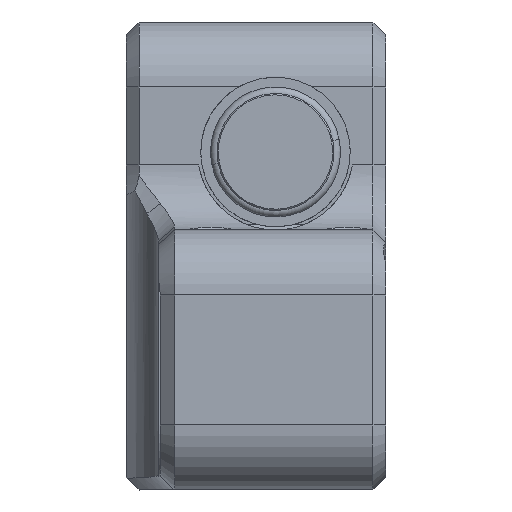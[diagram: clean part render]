
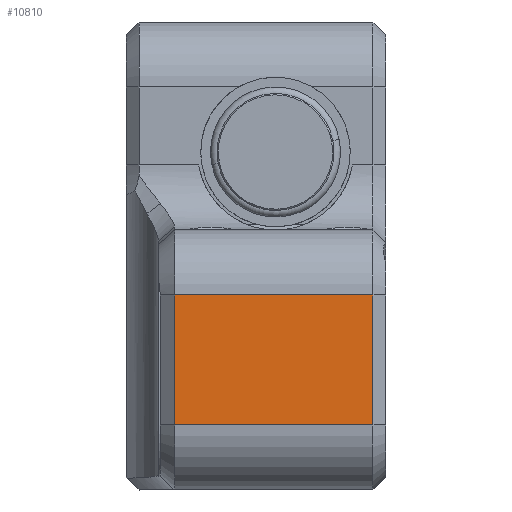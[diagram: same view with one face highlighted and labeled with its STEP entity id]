
A CAD part, left-side view. The second image highlights one B-rep face of the part: STEP entity #10810.
In plain terms, the highlighted planar face has unit normal (-1, 0, 0).
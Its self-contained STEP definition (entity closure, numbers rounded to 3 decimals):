
#3766=DIRECTION('',(0.,0.,-1.));
#3767=VECTOR('',#3766,10.);
#3768=CARTESIAN_POINT('',(-214.391,21.959,-21.));
#3769=LINE('',#3768,#3767);
#3774=DIRECTION('',(0.,-1.,0.));
#3775=VECTOR('',#3774,15.268);
#3776=CARTESIAN_POINT('',(-214.391,21.959,-31.));
#3777=LINE('',#3776,#3775);
#3791=DIRECTION('',(0.,0.,1.));
#3792=VECTOR('',#3791,10.);
#3793=CARTESIAN_POINT('',(-214.391,6.69,-31.));
#3794=LINE('',#3793,#3792);
#3852=DIRECTION('',(0.,1.,0.));
#3853=VECTOR('',#3852,15.268);
#3854=CARTESIAN_POINT('',(-214.391,6.69,-21.));
#3855=LINE('',#3854,#3853);
#4705=CARTESIAN_POINT('',(-214.391,6.69,-21.));
#4706=VERTEX_POINT('',#4705);
#4707=CARTESIAN_POINT('',(-214.391,6.69,-31.));
#4708=VERTEX_POINT('',#4707);
#4711=CARTESIAN_POINT('',(-214.391,21.959,-31.));
#4712=VERTEX_POINT('',#4711);
#4765=CARTESIAN_POINT('',(-214.391,21.959,-21.));
#4766=VERTEX_POINT('',#4765);
#10796=CARTESIAN_POINT('',(-214.391,25.69,-36.));
#10797=DIRECTION('',(1.,0.,0.));
#10798=DIRECTION('',(0.,0.,-1.));
#10799=AXIS2_PLACEMENT_3D('',#10796,#10797,#10798);
#10800=PLANE('',#10799);
#10802=ORIENTED_EDGE('',*,*,#10801,.F.);
#10803=ORIENTED_EDGE('',*,*,#10790,.F.);
#10805=ORIENTED_EDGE('',*,*,#10804,.F.);
#10807=ORIENTED_EDGE('',*,*,#10806,.F.);
#10808=EDGE_LOOP('',(#10802,#10803,#10805,#10807));
#10809=FACE_OUTER_BOUND('',#10808,.F.);
#10810=ADVANCED_FACE('',(#10809),#10800,.F.);
#10790=EDGE_CURVE('',#4766,#4712,#3769,.T.);
#10801=EDGE_CURVE('',#4712,#4708,#3777,.T.);
#10804=EDGE_CURVE('',#4706,#4766,#3855,.T.);
#10806=EDGE_CURVE('',#4708,#4706,#3794,.T.);
